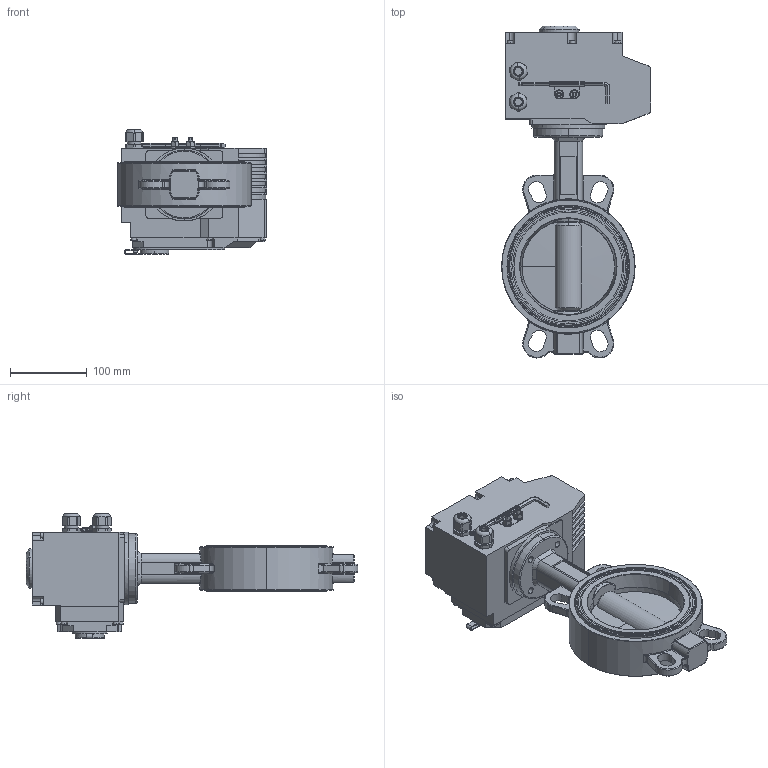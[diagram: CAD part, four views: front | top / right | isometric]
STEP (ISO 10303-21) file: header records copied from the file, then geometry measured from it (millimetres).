
FILE_DESCRIPTION (( 'STEP AP203' ), '1' );
FILE_NAME ('J9_DN125_AOX.STEP', '2023-02-17T08:30:24', ( '' ), ( '' ), 'SwSTEP 2.0', 'SolidWorks 2017', '' );
FILE_SCHEMA (( 'CONFIG_CONTROL_DESIGN' ));
Length unit declared in the file: millimetre
Products named in the file (1): J9_DN125_AOX
Bounding box: 194 x 432 x 162.5 mm (x, y, z)
Volume: 3577969.6 mm3; surface area: 284642.5 mm2
Topology: 1 solids, 12 shells, 1127 faces, 2782 edges, 1679 vertices
Faces by surface type: plane 501, cylinder 303, cone 138, torus 121, bspline 48, sphere 16
Entity records: 35744 total; most frequent: CARTESIAN_POINT 9327, DIRECTION 5615, ORIENTED_EDGE 5436, EDGE_CURVE 2718, AXIS2_PLACEMENT_3D 2103, VERTEX_POINT 1679, LINE 1409, VECTOR 1409
